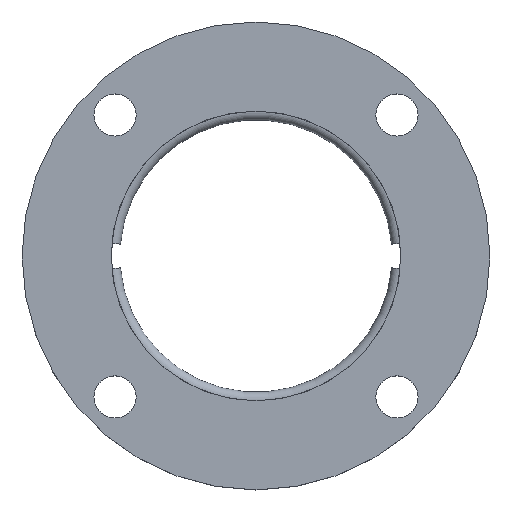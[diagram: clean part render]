
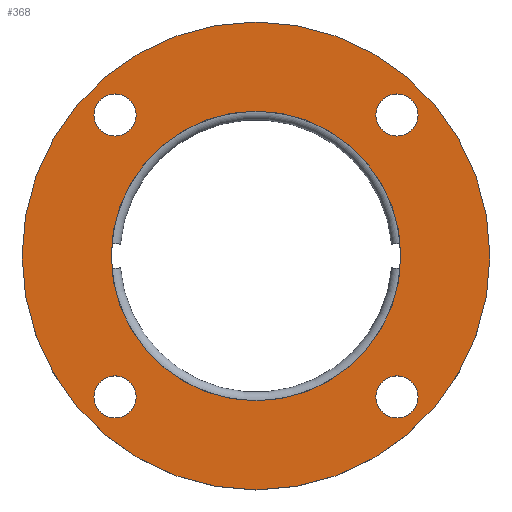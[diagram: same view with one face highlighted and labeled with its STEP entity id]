
A CAD part, top view. The second image highlights one B-rep face of the part: STEP entity #368.
In plain terms, the highlighted planar face has unit normal (0, 0, 1).
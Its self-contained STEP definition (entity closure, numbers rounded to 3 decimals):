
#8 = DIRECTION ( 'NONE',  ( 0., 0., -1. ) ) ;
#35 = DIRECTION ( 'NONE',  ( 0., 0., -1. ) ) ;
#41 = EDGE_LOOP ( 'NONE', ( #233, #410 ) ) ;
#67 = CIRCLE ( 'NONE', #770, 5.5 ) ;
#68 = EDGE_LOOP ( 'NONE', ( #791, #1279 ) ) ;
#70 = VERTEX_POINT ( 'NONE', #780 ) ;
#106 = EDGE_CURVE ( 'NONE', #557, #1242, #112, .T. ) ;
#112 = CIRCLE ( 'NONE', #729, 5.5 ) ;
#117 = CARTESIAN_POINT ( 'NONE',  ( 31.25, -36.75, 0. ) ) ;
#162 = CARTESIAN_POINT ( 'NONE',  ( 36.75, 36.75, 0. ) ) ;
#178 = CARTESIAN_POINT ( 'NONE',  ( 31.25, 36.75, 0. ) ) ;
#183 = EDGE_CURVE ( 'NONE', #838, #1464, #1243, .T. ) ;
#206 = FACE_BOUND ( 'NONE', #1205, .T. ) ;
#233 = ORIENTED_EDGE ( 'NONE', *, *, #672, .T. ) ;
#246 = CIRCLE ( 'NONE', #1009, 5.5 ) ;
#249 = EDGE_CURVE ( 'NONE', #1464, #838, #317, .T. ) ;
#256 = CARTESIAN_POINT ( 'NONE',  ( -36.75, -36.75, 0. ) ) ;
#276 = CIRCLE ( 'NONE', #674, 61. ) ;
#282 = DIRECTION ( 'NONE',  ( -1., 0., 0. ) ) ;
#287 = VERTEX_POINT ( 'NONE', #1283 ) ;
#290 = VERTEX_POINT ( 'NONE', #117 ) ;
#304 = CARTESIAN_POINT ( 'NONE',  ( -31.25, 36.75, 0. ) ) ;
#313 = VERTEX_POINT ( 'NONE', #341 ) ;
#317 = CIRCLE ( 'NONE', #1440, 5.5 ) ;
#341 = CARTESIAN_POINT ( 'NONE',  ( -42.25, 36.75, 0. ) ) ;
#344 = CARTESIAN_POINT ( 'NONE',  ( -37.75, 0., 0. ) ) ;
#361 = DIRECTION ( 'NONE',  ( 0., 0., -1. ) ) ;
#362 = ORIENTED_EDGE ( 'NONE', *, *, #793, .T. ) ;
#368 = ADVANCED_FACE ( 'NONE', ( #547, #1136, #861, #825, #206, #1410 ), #1056, .F. ) ;
#377 = DIRECTION ( 'NONE',  ( 0., 0., 1. ) ) ;
#383 = DIRECTION ( 'NONE',  ( -1., 0., 0. ) ) ;
#410 = ORIENTED_EDGE ( 'NONE', *, *, #106, .T. ) ;
#420 = DIRECTION ( 'NONE',  ( 0., 0., -1. ) ) ;
#444 = DIRECTION ( 'NONE',  ( 0., 0., 1. ) ) ;
#462 = DIRECTION ( 'NONE',  ( 0., 0., 1. ) ) ;
#475 = DIRECTION ( 'NONE',  ( -1., 0., 0. ) ) ;
#500 = CIRCLE ( 'NONE', #662, 5.5 ) ;
#547 = FACE_BOUND ( 'NONE', #915, .T. ) ;
#555 = ORIENTED_EDGE ( 'NONE', *, *, #1368, .T. ) ;
#557 = VERTEX_POINT ( 'NONE', #860 ) ;
#577 = AXIS2_PLACEMENT_3D ( 'NONE', #628, #1446, #750 ) ;
#604 = EDGE_CURVE ( 'NONE', #705, #287, #1194, .T. ) ;
#612 = CARTESIAN_POINT ( 'NONE',  ( 42.25, 36.75, 0. ) ) ;
#621 = CIRCLE ( 'NONE', #686, 5.5 ) ;
#628 = CARTESIAN_POINT ( 'NONE',  ( 0., 0., 0. ) ) ;
#647 = CARTESIAN_POINT ( 'NONE',  ( -36.75, 36.75, 0. ) ) ;
#662 = AXIS2_PLACEMENT_3D ( 'NONE', #647, #1463, #766 ) ;
#667 = ORIENTED_EDGE ( 'NONE', *, *, #183, .T. ) ;
#672 = EDGE_CURVE ( 'NONE', #1242, #557, #1424, .T. ) ;
#674 = AXIS2_PLACEMENT_3D ( 'NONE', #1070, #377, #1190 ) ;
#675 = CARTESIAN_POINT ( 'NONE',  ( -36.75, -36.75, 0. ) ) ;
#685 = VERTEX_POINT ( 'NONE', #1383 ) ;
#686 = AXIS2_PLACEMENT_3D ( 'NONE', #691, #1504, #810 ) ;
#691 = CARTESIAN_POINT ( 'NONE',  ( -36.75, 36.75, 0. ) ) ;
#701 = CARTESIAN_POINT ( 'NONE',  ( 36.75, -36.75, 0. ) ) ;
#705 = VERTEX_POINT ( 'NONE', #344 ) ;
#724 = CARTESIAN_POINT ( 'NONE',  ( 36.75, 36.75, 0. ) ) ;
#728 = EDGE_CURVE ( 'NONE', #968, #313, #621, .T. ) ;
#729 = AXIS2_PLACEMENT_3D ( 'NONE', #256, #1074, #383 ) ;
#750 = DIRECTION ( 'NONE',  ( 1., 0., 0. ) ) ;
#766 = DIRECTION ( 'NONE',  ( -1., 0., 0. ) ) ;
#770 = AXIS2_PLACEMENT_3D ( 'NONE', #1113, #420, #1236 ) ;
#780 = CARTESIAN_POINT ( 'NONE',  ( 61., 0., 0. ) ) ;
#791 = ORIENTED_EDGE ( 'NONE', *, *, #1073, .T. ) ;
#793 = EDGE_CURVE ( 'NONE', #290, #1468, #246, .T. ) ;
#794 = DIRECTION ( 'NONE',  ( -1., 0., 0. ) ) ;
#799 = ORIENTED_EDGE ( 'NONE', *, *, #1224, .T. ) ;
#810 = DIRECTION ( 'NONE',  ( -1., 0., 0. ) ) ;
#818 = AXIS2_PLACEMENT_3D ( 'NONE', #724, #35, #852 ) ;
#824 = DIRECTION ( 'NONE',  ( -1., 0., 0. ) ) ;
#825 = FACE_BOUND ( 'NONE', #68, .T. ) ;
#829 = EDGE_LOOP ( 'NONE', ( #362, #1498 ) ) ;
#838 = VERTEX_POINT ( 'NONE', #612 ) ;
#843 = AXIS2_PLACEMENT_3D ( 'NONE', #1116, #444, #1260 ) ;
#852 = DIRECTION ( 'NONE',  ( -1., 0., 0. ) ) ;
#860 = CARTESIAN_POINT ( 'NONE',  ( -31.25, -36.75, 0. ) ) ;
#861 = FACE_BOUND ( 'NONE', #41, .T. ) ;
#867 = EDGE_LOOP ( 'NONE', ( #555, #799 ) ) ;
#883 = EDGE_CURVE ( 'NONE', #287, #705, #1031, .T. ) ;
#890 = ORIENTED_EDGE ( 'NONE', *, *, #883, .F. ) ;
#915 = EDGE_LOOP ( 'NONE', ( #1091, #667 ) ) ;
#921 = EDGE_CURVE ( 'NONE', #1468, #290, #67, .T. ) ;
#968 = VERTEX_POINT ( 'NONE', #304 ) ;
#978 = DIRECTION ( 'NONE',  ( 0., 0., -1. ) ) ;
#1009 = AXIS2_PLACEMENT_3D ( 'NONE', #701, #8, #824 ) ;
#1026 = AXIS2_PLACEMENT_3D ( 'NONE', #1178, #361, #475 ) ;
#1031 = CIRCLE ( 'NONE', #577, 37.75 ) ;
#1056 = PLANE ( 'NONE',  #1026 ) ;
#1070 = CARTESIAN_POINT ( 'NONE',  ( 0., 0., 0. ) ) ;
#1073 = EDGE_CURVE ( 'NONE', #313, #968, #500, .T. ) ;
#1074 = DIRECTION ( 'NONE',  ( 0., 0., -1. ) ) ;
#1080 = CIRCLE ( 'NONE', #1266, 61. ) ;
#1091 = ORIENTED_EDGE ( 'NONE', *, *, #249, .T. ) ;
#1113 = CARTESIAN_POINT ( 'NONE',  ( 36.75, -36.75, 0. ) ) ;
#1116 = CARTESIAN_POINT ( 'NONE',  ( 0., 0., 0. ) ) ;
#1136 = FACE_BOUND ( 'NONE', #829, .T. ) ;
#1158 = CARTESIAN_POINT ( 'NONE',  ( 0., 0., 0. ) ) ;
#1159 = ORIENTED_EDGE ( 'NONE', *, *, #604, .F. ) ;
#1178 = CARTESIAN_POINT ( 'NONE',  ( -37.75, 0., 0. ) ) ;
#1190 = DIRECTION ( 'NONE',  ( 1., 0., 0. ) ) ;
#1194 = CIRCLE ( 'NONE', #843, 37.75 ) ;
#1205 = EDGE_LOOP ( 'NONE', ( #890, #1159 ) ) ;
#1224 = EDGE_CURVE ( 'NONE', #685, #70, #1080, .T. ) ;
#1233 = CARTESIAN_POINT ( 'NONE',  ( 42.25, -36.75, 0. ) ) ;
#1236 = DIRECTION ( 'NONE',  ( -1., 0., 0. ) ) ;
#1242 = VERTEX_POINT ( 'NONE', #1497 ) ;
#1243 = CIRCLE ( 'NONE', #818, 5.5 ) ;
#1260 = DIRECTION ( 'NONE',  ( 1., 0., 0. ) ) ;
#1266 = AXIS2_PLACEMENT_3D ( 'NONE', #1158, #462, #1277 ) ;
#1277 = DIRECTION ( 'NONE',  ( 1., 0., 0. ) ) ;
#1279 = ORIENTED_EDGE ( 'NONE', *, *, #728, .T. ) ;
#1283 = CARTESIAN_POINT ( 'NONE',  ( 37.75, 0., 0. ) ) ;
#1368 = EDGE_CURVE ( 'NONE', #70, #685, #276, .T. ) ;
#1383 = CARTESIAN_POINT ( 'NONE',  ( -61., 0., 0. ) ) ;
#1410 = FACE_OUTER_BOUND ( 'NONE', #867, .T. ) ;
#1424 = CIRCLE ( 'NONE', #1495, 5.5 ) ;
#1440 = AXIS2_PLACEMENT_3D ( 'NONE', #162, #978, #282 ) ;
#1446 = DIRECTION ( 'NONE',  ( 0., 0., 1. ) ) ;
#1463 = DIRECTION ( 'NONE',  ( 0., 0., -1. ) ) ;
#1464 = VERTEX_POINT ( 'NONE', #178 ) ;
#1468 = VERTEX_POINT ( 'NONE', #1233 ) ;
#1490 = DIRECTION ( 'NONE',  ( 0., 0., -1. ) ) ;
#1495 = AXIS2_PLACEMENT_3D ( 'NONE', #675, #1490, #794 ) ;
#1497 = CARTESIAN_POINT ( 'NONE',  ( -42.25, -36.75, 0. ) ) ;
#1498 = ORIENTED_EDGE ( 'NONE', *, *, #921, .T. ) ;
#1504 = DIRECTION ( 'NONE',  ( 0., 0., -1. ) ) ;
